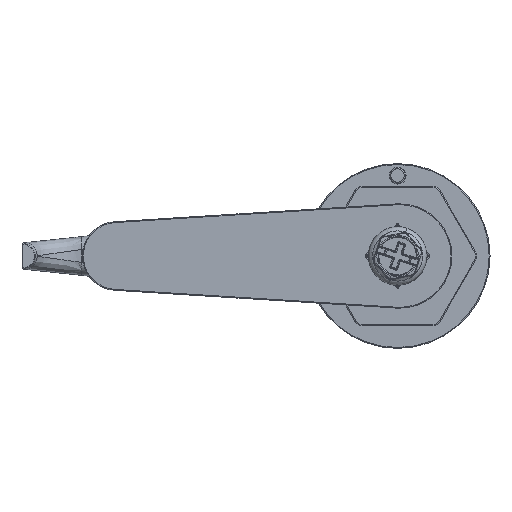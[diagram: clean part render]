
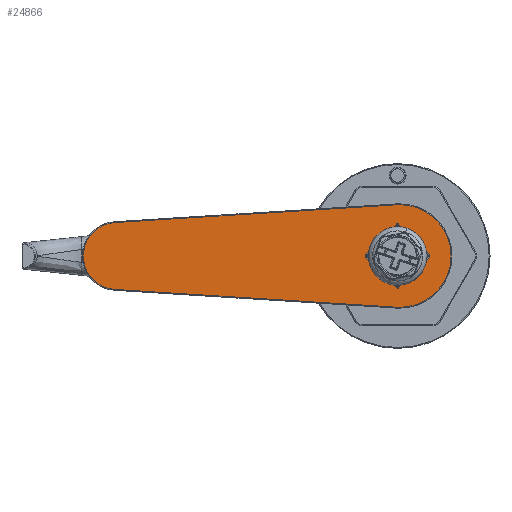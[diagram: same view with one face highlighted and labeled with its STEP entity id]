
A CAD part, front view. The second image highlights one B-rep face of the part: STEP entity #24866.
In plain terms, the highlighted face is planar.
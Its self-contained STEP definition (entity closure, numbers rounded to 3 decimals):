
#6771 = DIRECTION ( 'NONE',  ( 1., 0., 0. ) ) ;
#6772 = DIRECTION ( 'NONE',  ( 0., 0., 1. ) ) ;
#6773 = AXIS2_PLACEMENT_3D ( 'NONE', #6789, #6772, #6771 ) ;
#6782 = CIRCLE ( 'NONE', #6773, 0.4 ) ;
#6789 = CARTESIAN_POINT ( 'NONE',  ( 7., 35.824, 3. ) ) ;
#6973 = CARTESIAN_POINT ( 'NONE',  ( 7.283, 35.542, 3. ) ) ;
#7000 = CARTESIAN_POINT ( 'NONE',  ( 7.4, 35.824, 3. ) ) ;
#7406 = DIRECTION ( 'NONE',  ( 1., 0., 0. ) ) ;
#7407 = DIRECTION ( 'NONE',  ( 0., 0., 1. ) ) ;
#7408 = CARTESIAN_POINT ( 'NONE',  ( 7., 35.824, 3. ) ) ;
#7410 = AXIS2_PLACEMENT_3D ( 'NONE', #7408, #7407, #7406 ) ;
#7415 = CIRCLE ( 'NONE', #7410, 0.4 ) ;
#7844 = CARTESIAN_POINT ( 'NONE',  ( 11.777, 35.581, 3. ) ) ;
#7853 = AXIS2_PLACEMENT_3D ( 'NONE', #7947, #7946, #7945 ) ;
#7883 = CARTESIAN_POINT ( 'NONE',  ( -11.8, 36.324, 3. ) ) ;
#7884 = CARTESIAN_POINT ( 'NONE',  ( 11.8, 36.324, 3. ) ) ;
#7928 = DIRECTION ( 'NONE',  ( 1., 0., 0. ) ) ;
#7929 = DIRECTION ( 'NONE',  ( 0., 0., 1. ) ) ;
#7935 = CIRCLE ( 'NONE', #7951, 11.8 ) ;
#7940 = CARTESIAN_POINT ( 'NONE',  ( 0., 36.324, 3. ) ) ;
#7945 = DIRECTION ( 'NONE',  ( 1., 0., 0. ) ) ;
#7946 = DIRECTION ( 'NONE',  ( 0., 0., 1. ) ) ;
#7947 = CARTESIAN_POINT ( 'NONE',  ( 0., 36.324, 3. ) ) ;
#7951 = AXIS2_PLACEMENT_3D ( 'NONE', #7940, #7929, #7928 ) ;
#7952 = CIRCLE ( 'NONE', #7853, 11.8 ) ;
#7984 = CARTESIAN_POINT ( 'NONE',  ( 0.283, 43.108, 3. ) ) ;
#7986 = CARTESIAN_POINT ( 'NONE',  ( 0., 28.824, 3. ) ) ;
#7991 = CIRCLE ( 'NONE', #8034, 0.4 ) ;
#8012 = DIRECTION ( 'NONE',  ( 0., 0., 1. ) ) ;
#8013 = CARTESIAN_POINT ( 'NONE',  ( 0., 42.825, 3. ) ) ;
#8014 = AXIS2_PLACEMENT_3D ( 'NONE', #8013, #8012, #8078 ) ;
#8015 = CARTESIAN_POINT ( 'NONE',  ( 0.283, 28.541, 3. ) ) ;
#8016 = CIRCLE ( 'NONE', #8070, 11.8 ) ;
#8017 = CARTESIAN_POINT ( 'NONE',  ( 7.283, 36.107, 3. ) ) ;
#8018 = CARTESIAN_POINT ( 'NONE',  ( -0.141, 43.249, 3. ) ) ;
#8019 = LINE ( 'NONE', #8018, #8072 ) ;
#8020 = DIRECTION ( 'NONE',  ( 1., 0., 0. ) ) ;
#8021 = DIRECTION ( 'NONE',  ( 0., 0., 1. ) ) ;
#8022 = CARTESIAN_POINT ( 'NONE',  ( -7., 35.824, 3. ) ) ;
#8023 = AXIS2_PLACEMENT_3D ( 'NONE', #8022, #8021, #8020 ) ;
#8024 = FACE_OUTER_BOUND ( 'NONE', #24753, .T. ) ;
#8026 = DIRECTION ( 'NONE',  ( -0.707, 0.707, 0. ) ) ;
#8027 = VECTOR ( 'NONE', #8026, 1000. ) ;
#8028 = CARTESIAN_POINT ( 'NONE',  ( -7.425, 35.683, 3. ) ) ;
#8029 = LINE ( 'NONE', #8028, #8027 ) ;
#8030 = CIRCLE ( 'NONE', #8023, 0.4 ) ;
#8031 = CIRCLE ( 'NONE', #8014, 0.4 ) ;
#8032 = DIRECTION ( 'NONE',  ( 1., 0., 0. ) ) ;
#8033 = DIRECTION ( 'NONE',  ( 0., 0., 1. ) ) ;
#8034 = AXIS2_PLACEMENT_3D ( 'NONE', #7986, #8033, #8032 ) ;
#8035 = CARTESIAN_POINT ( 'NONE',  ( -7.283, 35.542, 3. ) ) ;
#8041 = CARTESIAN_POINT ( 'NONE',  ( -0.283, 43.108, 3. ) ) ;
#8042 = CARTESIAN_POINT ( 'NONE',  ( -0.283, 28.541, 3. ) ) ;
#8044 = VECTOR ( 'NONE', #8110, 1000. ) ;
#8045 = CARTESIAN_POINT ( 'NONE',  ( 11.777, 35.581, 3. ) ) ;
#8046 = LINE ( 'NONE', #8045, #8044 ) ;
#8047 = DIRECTION ( 'NONE',  ( 0., 0., 1. ) ) ;
#8048 = DIRECTION ( 'NONE',  ( 1., 0., 0. ) ) ;
#8049 = DIRECTION ( 'NONE',  ( 0., 0., 1. ) ) ;
#8051 = CARTESIAN_POINT ( 'NONE',  ( 7.685, -29.261, 3. ) ) ;
#8052 = PLANE ( 'NONE',  #8057 ) ;
#8053 = CIRCLE ( 'NONE', #8065, 7.7 ) ;
#8056 = CARTESIAN_POINT ( 'NONE',  ( -11.777, 35.581, 3. ) ) ;
#8057 = AXIS2_PLACEMENT_3D ( 'NONE', #8068, #8049, #8048 ) ;
#8058 = CARTESIAN_POINT ( 'NONE',  ( 0., -28.776, 3. ) ) ;
#8059 = CARTESIAN_POINT ( 'NONE',  ( -7.685, -29.261, 3. ) ) ;
#8060 = DIRECTION ( 'NONE',  ( 0.063, -0.998, 0. ) ) ;
#8061 = VECTOR ( 'NONE', #8060, 1000. ) ;
#8062 = CARTESIAN_POINT ( 'NONE',  ( -7.685, -29.261, 3. ) ) ;
#8063 = LINE ( 'NONE', #8062, #8061 ) ;
#8064 = VECTOR ( 'NONE', #8074, 1000. ) ;
#8065 = AXIS2_PLACEMENT_3D ( 'NONE', #8058, #8047, #8106 ) ;
#8066 = DIRECTION ( 'NONE',  ( 1., 0., 0. ) ) ;
#8067 = DIRECTION ( 'NONE',  ( 0., 0., 1. ) ) ;
#8068 = CARTESIAN_POINT ( 'NONE',  ( 0., 36.324, 3. ) ) ;
#8069 = FACE_BOUND ( 'NONE', #24858, .T. ) ;
#8070 = AXIS2_PLACEMENT_3D ( 'NONE', #8073, #8067, #8066 ) ;
#8071 = DIRECTION ( 'NONE',  ( 0.707, 0.707, 0. ) ) ;
#8072 = VECTOR ( 'NONE', #8071, 1000. ) ;
#8073 = CARTESIAN_POINT ( 'NONE',  ( 0., 36.324, 3. ) ) ;
#8074 = DIRECTION ( 'NONE',  ( -0.707, -0.707, 0. ) ) ;
#8075 = CARTESIAN_POINT ( 'NONE',  ( 0.141, 28.4, 3. ) ) ;
#8076 = LINE ( 'NONE', #8075, #8064 ) ;
#8077 = CARTESIAN_POINT ( 'NONE',  ( -7.283, 36.107, 3. ) ) ;
#8078 = DIRECTION ( 'NONE',  ( 1., 0., 0. ) ) ;
#8106 = DIRECTION ( 'NONE',  ( 1., 0., 0. ) ) ;
#8110 = DIRECTION ( 'NONE',  ( 0.063, 0.998, 0. ) ) ;
#8160 = DIRECTION ( 'NONE',  ( 0.707, -0.707, 0. ) ) ;
#8161 = VECTOR ( 'NONE', #8160, 1000. ) ;
#8164 = CARTESIAN_POINT ( 'NONE',  ( 7.425, 35.966, 3. ) ) ;
#8165 = LINE ( 'NONE', #8164, #8161 ) ;
#24527 = EDGE_CURVE ( 'NONE', #24596, #24598, #6782, .T. ) ;
#24596 = VERTEX_POINT ( 'NONE', #6973 ) ;
#24598 = VERTEX_POINT ( 'NONE', #7000 ) ;
#24705 = VERTEX_POINT ( 'NONE', #7844 ) ;
#24727 = VERTEX_POINT ( 'NONE', #7883 ) ;
#24728 = VERTEX_POINT ( 'NONE', #7884 ) ;
#24730 = EDGE_CURVE ( 'NONE', #24728, #24727, #7952, .T. ) ;
#24735 = EDGE_CURVE ( 'NONE', #24705, #24728, #7935, .T. ) ;
#24753 = EDGE_LOOP ( 'NONE', ( #24856, #24836, #24873, #24838, #24863, #24847 ) ) ;
#24766 = EDGE_CURVE ( 'NONE', #24598, #24846, #7415, .T. ) ;
#24816 = EDGE_CURVE ( 'NONE', #24817, #24855, #7991, .T. ) ;
#24817 = VERTEX_POINT ( 'NONE', #8042 ) ;
#24819 = VERTEX_POINT ( 'NONE', #8041 ) ;
#24820 = VERTEX_POINT ( 'NONE', #8035 ) ;
#24821 = EDGE_CURVE ( 'NONE', #24817, #24820, #8029, .T. ) ;
#24822 = VERTEX_POINT ( 'NONE', #7984 ) ;
#24824 = ORIENTED_EDGE ( 'NONE', *, *, #24834, .T. ) ;
#24825 = EDGE_CURVE ( 'NONE', #24853, #24820, #8030, .T. ) ;
#24827 = ORIENTED_EDGE ( 'NONE', *, *, #24825, .F. ) ;
#24832 = EDGE_CURVE ( 'NONE', #24822, #24819, #8031, .T. ) ;
#24834 = EDGE_CURVE ( 'NONE', #24853, #24819, #8019, .T. ) ;
#24836 = ORIENTED_EDGE ( 'NONE', *, *, #24870, .T. ) ;
#24837 = ORIENTED_EDGE ( 'NONE', *, *, #24841, .T. ) ;
#24838 = ORIENTED_EDGE ( 'NONE', *, *, #24730, .T. ) ;
#24839 = EDGE_CURVE ( 'NONE', #24727, #24868, #8016, .T. ) ;
#24841 = EDGE_CURVE ( 'NONE', #24596, #24855, #8076, .T. ) ;
#24842 = EDGE_CURVE ( 'NONE', #24868, #24859, #8063, .T. ) ;
#24844 = ORIENTED_EDGE ( 'NONE', *, *, #24816, .F. ) ;
#24846 = VERTEX_POINT ( 'NONE', #8017 ) ;
#24847 = ORIENTED_EDGE ( 'NONE', *, *, #24842, .T. ) ;
#24849 = ORIENTED_EDGE ( 'NONE', *, *, #24821, .T. ) ;
#24851 = ORIENTED_EDGE ( 'NONE', *, *, #24527, .F. ) ;
#24853 = VERTEX_POINT ( 'NONE', #8077 ) ;
#24855 = VERTEX_POINT ( 'NONE', #8015 ) ;
#24856 = ORIENTED_EDGE ( 'NONE', *, *, #24872, .T. ) ;
#24858 = EDGE_LOOP ( 'NONE', ( #24851, #24837, #24844, #24849, #24827, #24824, #24930, #24935, #24941 ) ) ;
#24859 = VERTEX_POINT ( 'NONE', #8059 ) ;
#24863 = ORIENTED_EDGE ( 'NONE', *, *, #24839, .T. ) ;
#24866 = ADVANCED_FACE ( 'NONE', ( #8024, #8069 ), #8052, .T. ) ;
#24868 = VERTEX_POINT ( 'NONE', #8056 ) ;
#24870 = EDGE_CURVE ( 'NONE', #24875, #24705, #8046, .T. ) ;
#24872 = EDGE_CURVE ( 'NONE', #24859, #24875, #8053, .T. ) ;
#24873 = ORIENTED_EDGE ( 'NONE', *, *, #24735, .T. ) ;
#24875 = VERTEX_POINT ( 'NONE', #8051 ) ;
#24930 = ORIENTED_EDGE ( 'NONE', *, *, #24832, .F. ) ;
#24931 = EDGE_CURVE ( 'NONE', #24822, #24846, #8165, .T. ) ;
#24935 = ORIENTED_EDGE ( 'NONE', *, *, #24931, .T. ) ;
#24941 = ORIENTED_EDGE ( 'NONE', *, *, #24766, .F. ) ;
